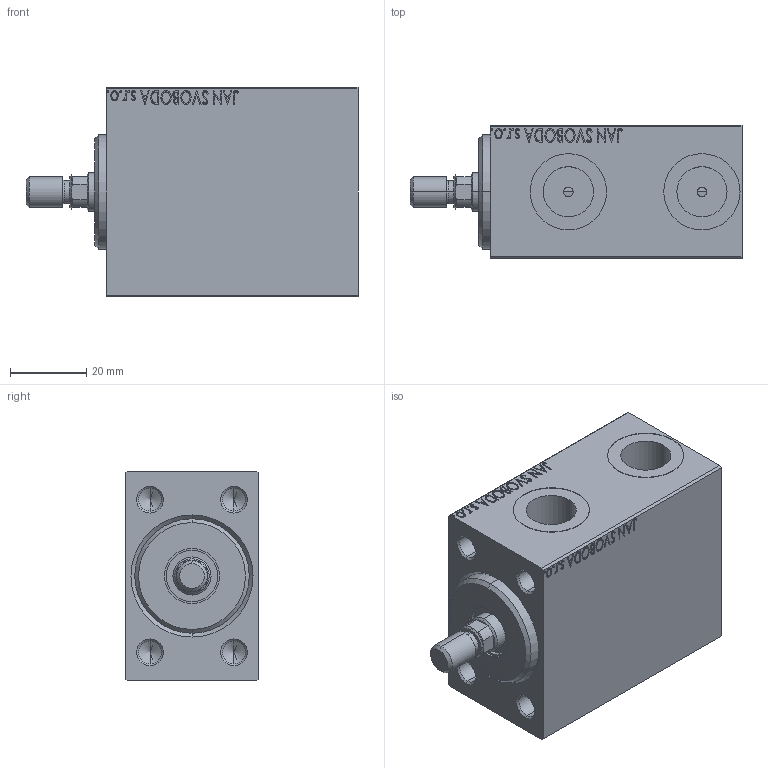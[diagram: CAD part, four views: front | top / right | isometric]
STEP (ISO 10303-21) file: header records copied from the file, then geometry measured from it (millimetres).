
FILE_DESCRIPTION (( 'STEP AP203' ), '1' );
FILE_NAME ('f3c1.STEP', '2024-02-13T10:04:16', ( '' ), ( '' ), 'SwSTEP 2.0', 'SolidWorks 2019', '' );
FILE_SCHEMA (( 'CONFIG_CONTROL_DESIGN' ));
Length unit declared in the file: millimetre
Products named in the file (5): V450CM_B_VCP bad4048009dc7dfe756b9a05267628e2; V450CM_B_Body bad4048009dc7dfe756b9a05267628e2; V450CM_VC_B bad4048009dc7dfe756b9a05267628e2; f3c1; V450CM_MALE_METRIC bad4048009dc7dfe756b9a05267628e2
Assembly tree (4 placements, depth 2):
  f3c1
    V450CM_B_Body bad4048009dc7dfe756b9a05267628e2
    V450CM_B_VCP bad4048009dc7dfe756b9a05267628e2
    V450CM_VC_B bad4048009dc7dfe756b9a05267628e2
    V450CM_MALE_METRIC bad4048009dc7dfe756b9a05267628e2
Bounding box: 87 x 35 x 55 mm (x, y, z)
Volume: 121099 mm3; surface area: 28089.1 mm2
Topology: 4 solids, 4 shells, 895 faces, 2282 edges, 1493 vertices
Faces by surface type: plane 405, bspline 380, cylinder 58, cone 50, torus 2
Entity records: 44831 total; most frequent: CARTESIAN_POINT 25239, ORIENTED_EDGE 4528, DIRECTION 2690, EDGE_CURVE 2264, VERTEX_POINT 1493, VECTOR 1338, LINE 1338, EDGE_LOOP 1017
